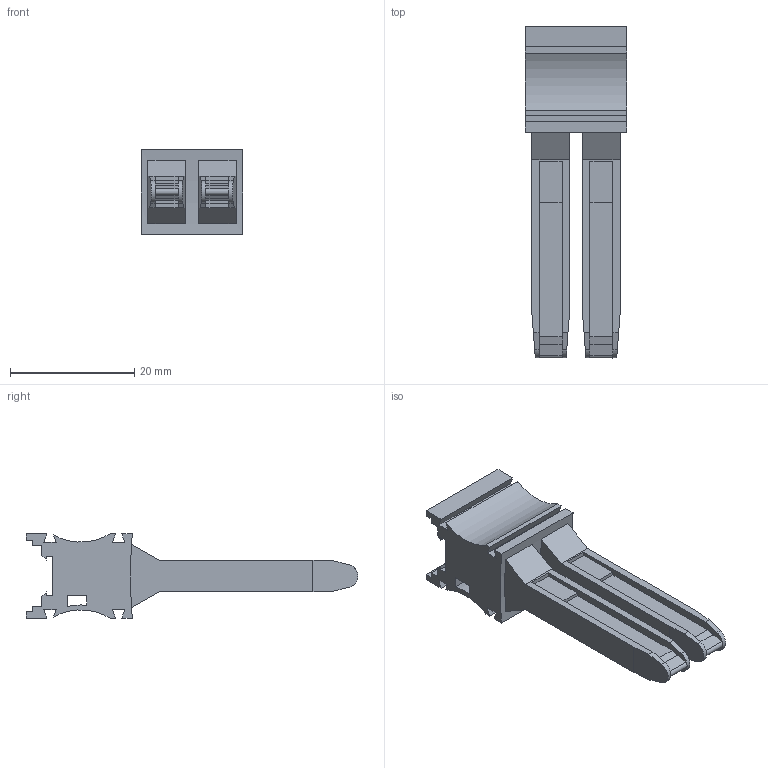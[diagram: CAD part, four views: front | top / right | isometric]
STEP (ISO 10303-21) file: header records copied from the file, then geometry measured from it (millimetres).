
FILE_DESCRIPTION(('Creo Elements/Direct Modeling STEP Export'),'2;1');
FILE_NAME('model.stp','2021-04-07T 0:47:20',(''),(''),'Creo Elements/Direct Modeling STEP processor for AP214 (Solid Model)','Creo Elements/Direct Modeling 20.1D 10-Oct-2020 (C) Parametric Technology GmbH','');
FILE_SCHEMA(('AUTOMOTIVE_DESIGN { 1 0 10303 214 1 1 1 1 }'));
Length unit declared in the file: millimetre
Products named in the file (2): FIP_3_2_SERVICE-select
Assembly tree (1 placements, depth 2):
  FIP_3_2_SERVICE-select
    FIP_3_2_SERVICE-select
Bounding box: 16.3 x 53.42 x 13.6 mm (x, y, z)
Volume: 4407 mm3; surface area: 3731.3 mm2
Topology: 1 solids, 1 shells, 106 faces, 302 edges, 200 vertices
Faces by surface type: plane 96, cylinder 10
Entity records: 4275 total; most frequent: CARTESIAN_POINT 604, ORIENTED_EDGE 604, DIRECTION 540, EDGE_CURVE 302, VECTOR 268, LINE 268, VERTEX_POINT 200, AXIS2_PLACEMENT_3D 136
